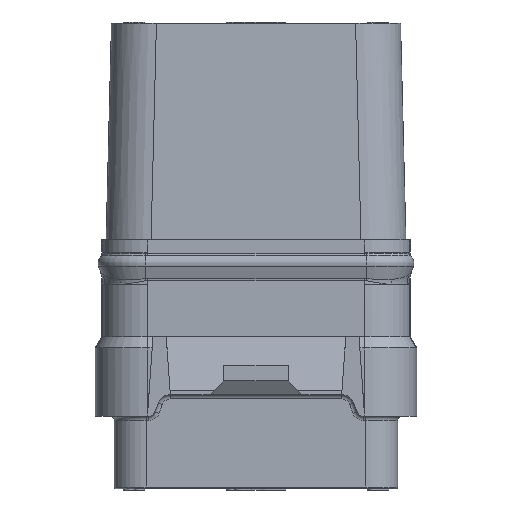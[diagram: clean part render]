
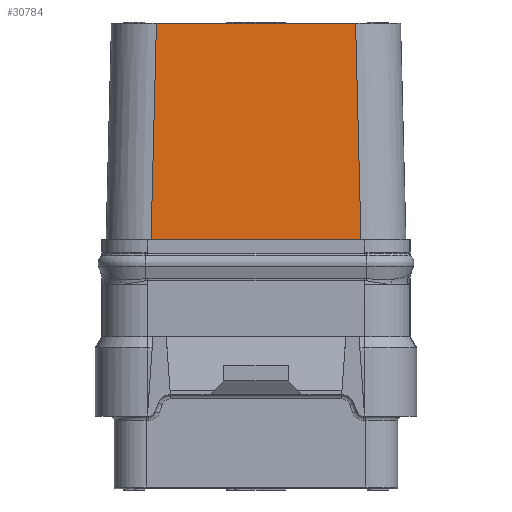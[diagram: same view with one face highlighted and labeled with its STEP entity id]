
A CAD part, front view. The second image highlights one B-rep face of the part: STEP entity #30784.
In plain terms, the highlighted planar face has unit normal (0, -1, 0.025).
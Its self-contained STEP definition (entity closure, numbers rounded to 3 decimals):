
#2264=DIRECTION('',(1.,0.,0.));
#2265=VECTOR('',#2264,9.3);
#2266=CARTESIAN_POINT('',(-4.65,-5.75,10.12));
#2267=LINE('',#2266,#2265);
#3471=DIRECTION('',(1.,0.,0.));
#3472=VECTOR('',#3471,9.8);
#3473=CARTESIAN_POINT('',(-4.9,-6.,0.));
#3474=LINE('',#3473,#3472);
#6666=DIRECTION('',(-0.025,0.025,0.999));
#6667=VECTOR('',#6666,10.126);
#6668=CARTESIAN_POINT('',(4.9,-6.,0.));
#6669=LINE('',#6668,#6667);
#6670=DIRECTION('',(0.025,0.025,0.999));
#6671=VECTOR('',#6670,10.126);
#6672=CARTESIAN_POINT('',(-4.9,-6.,0.));
#6673=LINE('',#6672,#6671);
#18471=CARTESIAN_POINT('',(-4.65,-5.75,10.12));
#18472=VERTEX_POINT('',#18471);
#18473=CARTESIAN_POINT('',(4.65,-5.75,10.12));
#18474=VERTEX_POINT('',#18473);
#18487=CARTESIAN_POINT('',(-4.9,-6.,0.));
#18488=VERTEX_POINT('',#18487);
#18489=CARTESIAN_POINT('',(4.9,-6.,0.));
#18490=VERTEX_POINT('',#18489);
#30772=CARTESIAN_POINT('',(0.,-5.875,5.06));
#30773=DIRECTION('',(0.,-1.,0.025));
#30774=DIRECTION('',(1.,0.,0.));
#30775=AXIS2_PLACEMENT_3D('',#30772,#30773,#30774);
#30776=PLANE('',#30775);
#30777=ORIENTED_EDGE('',*,*,#26041,.F.);
#30779=ORIENTED_EDGE('',*,*,#30778,.T.);
#30780=ORIENTED_EDGE('',*,*,#25390,.T.);
#30781=ORIENTED_EDGE('',*,*,#30765,.F.);
#30782=EDGE_LOOP('',(#30777,#30779,#30780,#30781));
#30783=FACE_OUTER_BOUND('',#30782,.F.);
#30784=ADVANCED_FACE('',(#30783),#30776,.T.);
#25390=EDGE_CURVE('',#18472,#18474,#2267,.T.);
#26041=EDGE_CURVE('',#18488,#18490,#3474,.T.);
#30765=EDGE_CURVE('',#18490,#18474,#6669,.T.);
#30778=EDGE_CURVE('',#18488,#18472,#6673,.T.);
